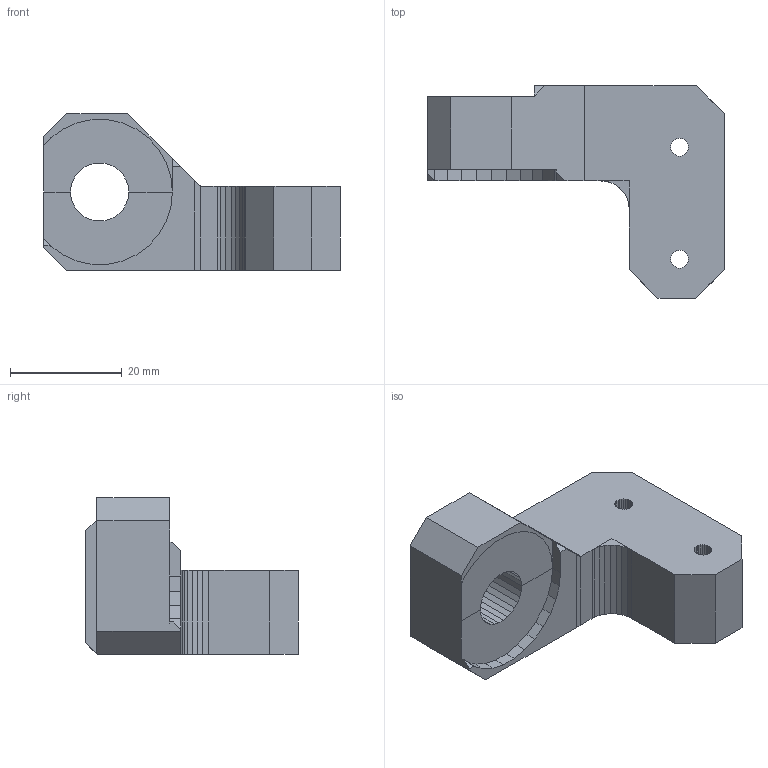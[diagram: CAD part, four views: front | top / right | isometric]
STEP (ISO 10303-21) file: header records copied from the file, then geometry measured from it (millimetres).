
FILE_DESCRIPTION(('FreeCAD Model'),'2;1');
FILE_NAME('PSU-Y-part.step','2016-12-31T13:07:17',('Author') ,(''),'Open CASCADE STEP processor 6.8','FreeCAD','Unknown');
FILE_SCHEMA(('AUTOMOTIVE_DESIGN_CC2 { 1 2 10303 214 -1 1 5 4 }'));
Length unit declared in the file: millimetre
Products named in the file (2): ASSEMBLY; difference002
Assembly tree (1 placements, depth 2):
  ASSEMBLY
    difference002
Bounding box: 53 x 38 x 28 mm (x, y, z)
Volume: 18861.5 mm3; surface area: 6308.9 mm2
Topology: 1 solids, 1 shells, 182 faces, 515 edges, 336 vertices
Faces by surface type: plane 158, bspline 24
Entity records: 40273 total; most frequent: CARTESIAN_POINT 31377, DIRECTION 1137, ORIENTED_EDGE 1030, PCURVE 1030, DEFINITIONAL_REPRESENTATION 1030, LINE 817, VECTOR 817, B_SPLINE_CURVE_WITH_KNOTS 728
